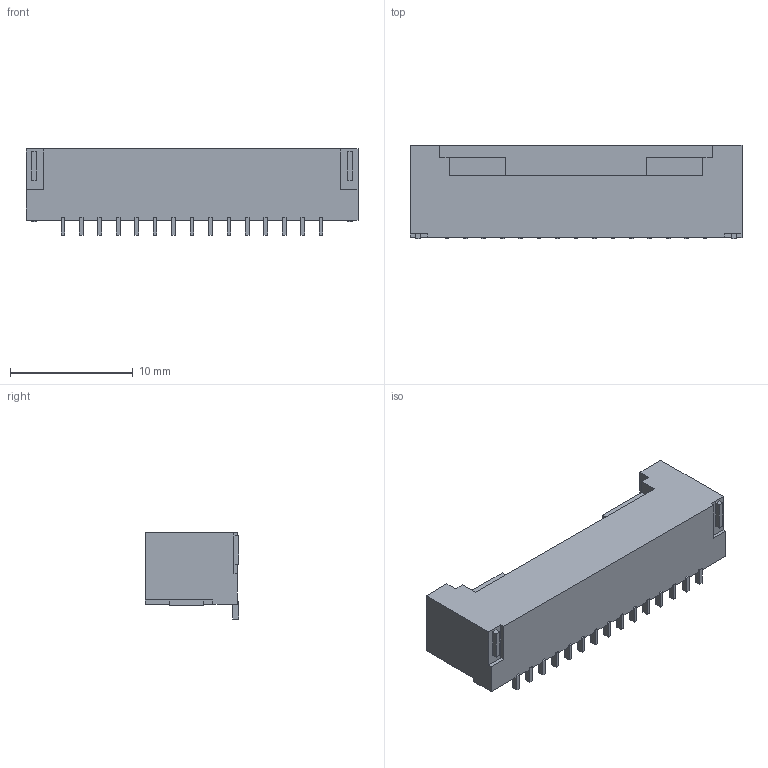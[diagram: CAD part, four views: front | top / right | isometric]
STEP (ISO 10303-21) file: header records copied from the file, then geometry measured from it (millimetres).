
FILE_DESCRIPTION (( 'STEP AP214' ), '1' );
FILE_NAME ('BM15B-ZESS.STEP', '2014-10-21T07:00:49', ( '' ), ( '' ), 'SwSTEP 2.0', 'SolidWorks 2009', '' );
FILE_SCHEMA (( 'AUTOMOTIVE_DESIGN' ));
Length unit declared in the file: millimetre
Products named in the file (1): BM15B-ZESS
Bounding box: 27 x 7.6 x 7 mm (x, y, z)
Volume: 782.3 mm3; surface area: 1153.8 mm2
Topology: 1 solids, 1 shells, 148 faces, 426 edges, 284 vertices
Faces by surface type: plane 148
Entity records: 6401 total; most frequent: CARTESIAN_POINT 859, ORIENTED_EDGE 852, DIRECTION 724, EDGE_CURVE 426, VECTOR 426, LINE 426, VERTEX_POINT 284, EDGE_LOOP 152
